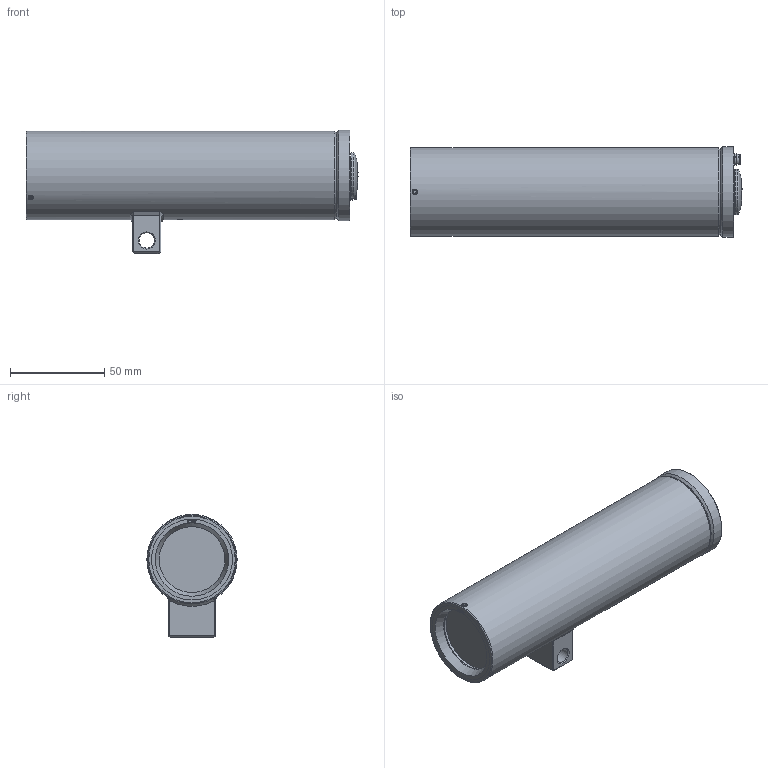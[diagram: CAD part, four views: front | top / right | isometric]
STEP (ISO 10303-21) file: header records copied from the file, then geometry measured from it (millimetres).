
FILE_DESCRIPTION(/* description */ ('','CAx-IF Rec.Pracs.---Representation and Presentation of Product Manufacturing Information (PMI)---4.0---2014-10-13'),/* implementation_level */ '2;1');
FILE_NAME(/* name */ 'T07-VA0.4.K1.BOR_(Ex d enlosure).stp',/* time_stamp */ '2023-08-03T13:43:39+02:00',/* author */ ('Thiemo Gruber'),/* organization */ (''),/* preprocessor_version */ 'ST-DEVELOPER v19.2',/* originating_system */ 'Autodesk Inventor 2023',/* authorisation */ '');
FILE_SCHEMA (('AP242_MANAGED_MODEL_BASED_3D_ENGINEERING_MIM_LF { 1 0 10303 442 1 1 4 }'));
Products named in the file (20): T07-VA0.4.K1.BOR_(Ex d enlosure); T07_VA0.4.R_bare_rev.03 (temp); T07_VA0.4.R_bare_rev.03 (temp)_1; T07_VA0.4.R_bare_rev.02; VA1.2.R_Nocke (M8)_rev.00; T07_VA0.x.K1_bare_rev.00; T07_VA0.x Gylon Dichtung_rev.00; T07_VA0.x.BOR_compound; Silikonpufferring_rev.03; Silikonpassring_rev.01; Borosilikatglas DIN 7080-1_40x12; T07_VA0.x.BOR_Passring_bare_rev.05; Erdungsschraube_VA0.x; DIN 84 - M3 x 4; DIN 433 - 3,2; VA0.x Gehäuseschraubengarnitur; ISO 4762  - M3 x 10; DIN 128 - A3; DIN 913 - M3 x 3; Kunststoff Blind- und Schutzstopfen M20x1,5 für Gehäuse (nich
t-Ex) 
Assembly tree (27 placements, depth 3):
  T07-VA0.4.K1.BOR_(Ex d enlosure)
    T07_VA0.4.R_bare_rev.03 (temp)
      T07_VA0.4.R_bare_rev.03 (temp)_1
      T07_VA0.4.R_bare_rev.02
      VA1.2.R_Nocke (M8)_rev.00
    T07_VA0.x.K1_bare_rev.00
    T07_VA0.x Gylon Dichtung_rev.00
    T07_VA0.x.BOR_compound
    Silikonpufferring_rev.03
    Silikonpassring_rev.01
    Borosilikatglas DIN 7080-1_40x12
    T07_VA0.x.BOR_Passring_bare_rev.05
    Erdungsschraube_VA0.x
      DIN 84 - M3 x 4
      DIN 128 - A3
      DIN 433 - 3,2
    VA0.x Gehäuseschraubengarnitur  x6
      ISO 4762  - M3 x 10
      DIN 128 - A3
    DIN 913 - M3 x 3  x3
    Kunststoff Blind- und Schutzstopfen M20x1,5 für Gehäuse (nich
t-Ex) 
Bounding box: 176.46 x 48 x 65.5 mm (x, y, z)
Volume: 96351.6 mm3; surface area: 76004.4 mm2
Topology: 29 solids, 29 shells, 1241 faces, 3122 edges, 1960 vertices
Faces by surface type: bspline 509, plane 363, cylinder 183, cone 106, torus 68, sphere 12
Full cylindrical faces by diameter (mm): 2.459 x16, 2.5 x6, 2.729 x1, 2.8 x3, 3 x10, 3.2 x1, 3.4 x6, 5.5 x6, 6 x1, 6.5 x6, 8.1 x1, 15 x1, 18.376 x1, 19.85 x1, 24.12 x1, 32 x1, 35 x5, 35.5 x1, 36 x1, 40 x2, 42.5 x1, 43 x5, 46 x1, 47 x1, 48 x1
Entity records: 43938 total; most frequent: CARTESIAN_POINT 19417, ORIENTED_EDGE 5398, DIRECTION 3794, EDGE_CURVE 2699, VERTEX_POINT 1706, AXIS2_PLACEMENT_3D 1445, EDGE_LOOP 1189, FACE_OUTER_BOUND 1082
